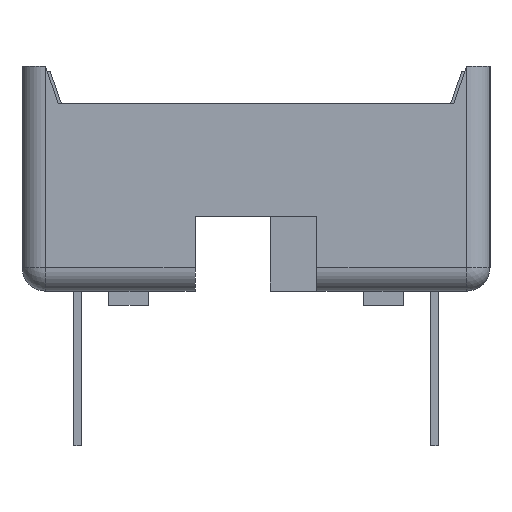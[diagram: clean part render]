
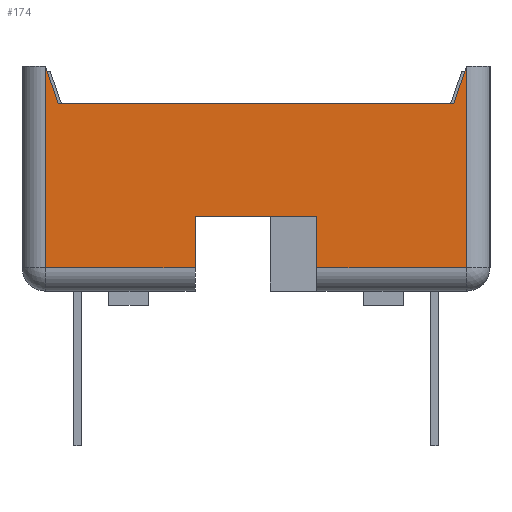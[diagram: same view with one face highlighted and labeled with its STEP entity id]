
A CAD part, left-side view. The second image highlights one B-rep face of the part: STEP entity #174.
In plain terms, the highlighted planar face has unit normal (-1, 0, 0).
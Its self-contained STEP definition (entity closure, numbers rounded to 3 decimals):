
#174=ADVANCED_FACE('',(#1270),#1271,.T.);
#1270=FACE_OUTER_BOUND('',#3202,.T.);
#1271=PLANE('',#3203);
#3202=EDGE_LOOP('',(#6159,#6160,#6161,#6162,#6163,#6164,#6165,#6166,#6167,#6168));
#3203=AXIS2_PLACEMENT_3D('',#6169,#6170,#6171);
#6159=ORIENTED_EDGE('',*,*,#13730,.T.);
#6160=ORIENTED_EDGE('',*,*,#13501,.T.);
#6161=ORIENTED_EDGE('',*,*,#13409,.T.);
#6162=ORIENTED_EDGE('',*,*,#13729,.T.);
#6163=ORIENTED_EDGE('',*,*,#13723,.T.);
#6164=ORIENTED_EDGE('',*,*,#13295,.T.);
#6165=ORIENTED_EDGE('',*,*,#13575,.T.);
#6166=ORIENTED_EDGE('',*,*,#13276,.T.);
#6167=ORIENTED_EDGE('',*,*,#13266,.T.);
#6168=ORIENTED_EDGE('',*,*,#13731,.T.);
#6169=CARTESIAN_POINT('',(-17.78,0.0,0.0));
#6170=DIRECTION('',(-1.0,0.0,0.0));
#6171=DIRECTION('',(0.0,0.0,1.0));
#13266=EDGE_CURVE('',#16220,#16211,#16221,.T.);
#13276=EDGE_CURVE('',#16239,#16220,#16240,.T.);
#13295=EDGE_CURVE('',#16273,#16271,#16274,.T.);
#13409=EDGE_CURVE('',#16479,#16295,#16482,.T.);
#13501=EDGE_CURVE('',#16640,#16479,#16641,.T.);
#13575=EDGE_CURVE('',#16271,#16239,#16778,.T.);
#13723=EDGE_CURVE('',#17054,#16273,#17055,.T.);
#13729=EDGE_CURVE('',#16295,#17054,#17062,.T.);
#13730=EDGE_CURVE('',#16198,#16640,#17063,.T.);
#13731=EDGE_CURVE('',#16211,#16198,#17064,.T.);
#16198=VERTEX_POINT('',#20739);
#16211=VERTEX_POINT('',#20757);
#16220=VERTEX_POINT('',#20769);
#16221=LINE('',#20770,#20771);
#16239=VERTEX_POINT('',#20797);
#16240=LINE('',#20798,#20799);
#16271=VERTEX_POINT('',#20846);
#16273=VERTEX_POINT('',#20849);
#16274=LINE('',#20850,#20851);
#16295=VERTEX_POINT('',#20878);
#16479=VERTEX_POINT('',#21160);
#16482=LINE('',#21165,#21166);
#16640=VERTEX_POINT('',#21411);
#16641=LINE('',#21412,#21413);
#16778=LINE('',#21621,#21622);
#17054=VERTEX_POINT('',#22045);
#17055=LINE('',#22046,#22047);
#17062=LINE('',#22056,#22057);
#17063=LINE('',#22058,#22059);
#17064=LINE('',#22060,#22061);
#20739=CARTESIAN_POINT('',(-17.78,-4.5,0.0));
#20757=CARTESIAN_POINT('',(-17.78,-4.5,-4.3));
#20769=CARTESIAN_POINT('',(-17.78,-1.3,-4.3));
#20770=CARTESIAN_POINT('',(-17.78,-1.3,-4.3));
#20771=VECTOR('',#27268,3.2);
#20797=CARTESIAN_POINT('',(-17.78,-1.3,-3.2));
#20798=CARTESIAN_POINT('',(-17.78,-1.3,-3.2));
#20799=VECTOR('',#27280,1.1);
#20846=CARTESIAN_POINT('',(-17.78,1.3,-3.2));
#20849=CARTESIAN_POINT('',(-17.78,1.3,-4.3));
#20850=CARTESIAN_POINT('',(-17.78,1.3,-4.3));
#20851=VECTOR('',#27301,1.1);
#20878=CARTESIAN_POINT('',(-17.78,4.5,0.0));
#21160=CARTESIAN_POINT('',(-17.78,4.225,-0.8));
#21165=CARTESIAN_POINT('',(-17.78,4.225,-0.8));
#21166=VECTOR('',#27429,0.846);
#21411=CARTESIAN_POINT('',(-17.78,-4.225,-0.8));
#21412=CARTESIAN_POINT('',(-17.78,-4.225,-0.8));
#21413=VECTOR('',#27529,8.45);
#21621=CARTESIAN_POINT('',(-17.78,1.3,-3.2));
#21622=VECTOR('',#27607,2.6);
#22045=CARTESIAN_POINT('',(-17.78,4.5,-4.3));
#22046=CARTESIAN_POINT('',(-17.78,4.5,-4.3));
#22047=VECTOR('',#27755,3.2);
#22056=CARTESIAN_POINT('',(-17.78,4.5,0.0));
#22057=VECTOR('',#27767,4.3);
#22058=CARTESIAN_POINT('',(-17.78,-4.5,0.0));
#22059=VECTOR('',#27768,0.846);
#22060=CARTESIAN_POINT('',(-17.78,-4.5,-4.3));
#22061=VECTOR('',#27769,4.3);
#27268=DIRECTION('',(0.0,-1.0,0.0));
#27280=DIRECTION('',(0.0,0.0,-1.0));
#27301=DIRECTION('',(0.0,0.0,1.0));
#27429=DIRECTION('',(0.0,0.325,0.946));
#27529=DIRECTION('',(0.0,1.0,0.0));
#27607=DIRECTION('',(0.0,-1.0,0.0));
#27755=DIRECTION('',(0.0,-1.0,0.0));
#27767=DIRECTION('',(0.0,0.0,-1.0));
#27768=DIRECTION('',(0.0,0.325,-0.946));
#27769=DIRECTION('',(0.0,0.0,1.0));
